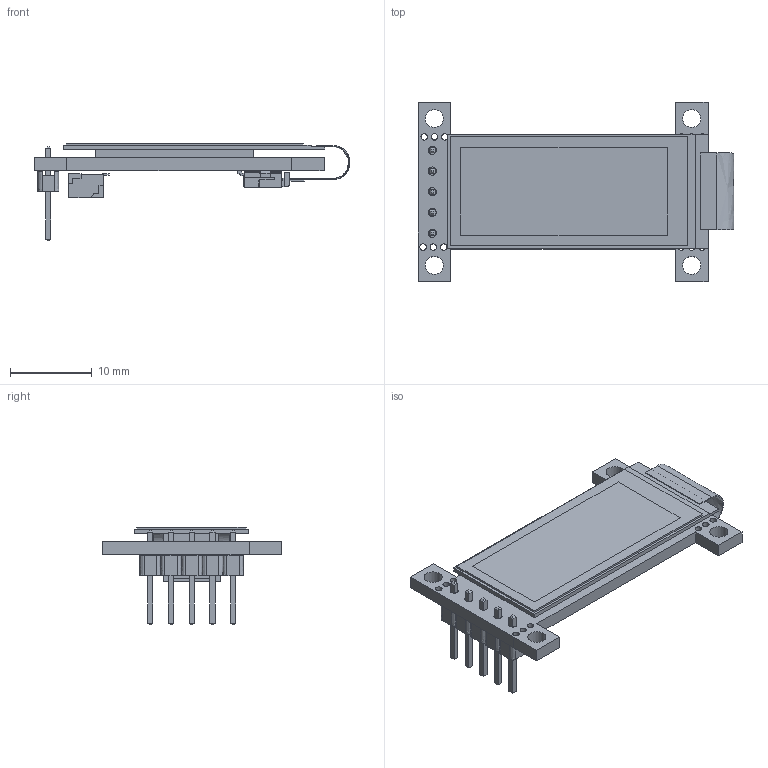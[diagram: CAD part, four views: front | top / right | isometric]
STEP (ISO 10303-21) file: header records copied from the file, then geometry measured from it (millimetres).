
FILE_DESCRIPTION(('KiCad electronic assembly'),'2;1');
FILE_NAME('sharp_memory_display.step','2022-10-10T20:00:41',('Pcbnew'),( 'Kicad'),'Open CASCADE STEP processor 7.6','KiCad to STEP converter' ,'Unknown');
FILE_SCHEMA(('AUTOMOTIVE_DESIGN { 1 0 10303 214 1 1 1 1 }'));
Length unit declared in the file: millimetre
Products named in the file (10): sharp_memory_display 1; memory display v2; COMPOUND; BPSC-05; FH12-10S-0.5SH_ÂÃÂÂª; SOLID; jst sh 05; _autosave-sharp_memory_display PCB
Assembly tree (9 placements, depth 3):
  sharp_memory_display 1
    memory display v2
      COMPOUND
    BPSC-05
      COMPOUND
    FH12-10S-0.5SH_ÂÃÂÂª
      SOLID
    jst sh 05
      SOLID
    _autosave-sharp_memory_display PCB
Bounding box: 38.72 x 22 x 11.97 mm (x, y, z)
Volume: 1527 mm3; surface area: 4578.8 mm2
Topology: 19 solids, 19 shells, 817 faces, 2217 edges, 1438 vertices
Faces by surface type: bspline 780, cylinder 21, plane 16
Full cylindrical faces by diameter (mm): 0.787 x12, 1 x5, 2.2 x4
Entity records: 48759 total; most frequent: CARTESIAN_POINT 19019, B_SPLINE_CURVE_WITH_KNOTS 5924, ORIENTED_EDGE 4434, PCURVE 4434, DEFINITIONAL_REPRESENTATION 4434, EDGE_CURVE 2217, SURFACE_CURVE 2196, VERTEX_POINT 1438
